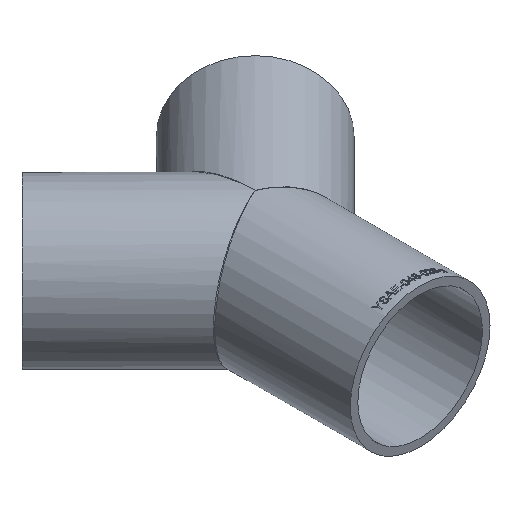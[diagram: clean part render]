
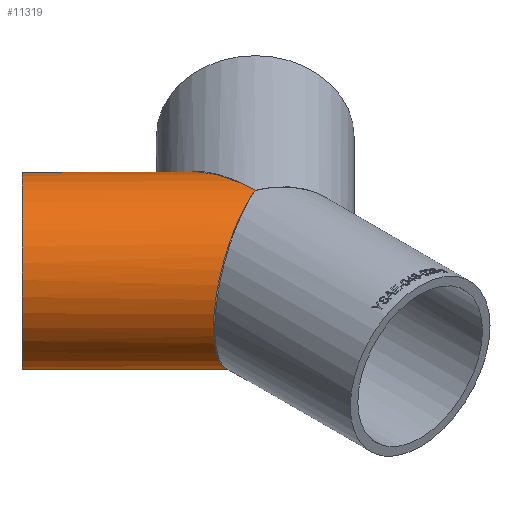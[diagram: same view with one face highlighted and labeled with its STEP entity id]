
A CAD part, isometric view. The second image highlights one B-rep face of the part: STEP entity #11319.
In plain terms, the highlighted cylindrical face has radius 24.15 mm (diameter 48.3 mm), a full revolution.
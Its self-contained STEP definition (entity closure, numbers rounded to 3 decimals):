
#1223 = AXIS2_PLACEMENT_3D ( 'NONE', #12157, #7462, #18707 ) ;
#1626 = CARTESIAN_POINT ( 'NONE',  ( 0., 0., -24.15 ) ) ;
#2130 = DIRECTION ( 'NONE',  ( -0.707, 0.707, 0. ) ) ;
#2281 = ORIENTED_EDGE ( 'NONE', *, *, #2704, .F. ) ;
#2638 = CARTESIAN_POINT ( 'NONE',  ( 0., 0., 24.15 ) ) ;
#2704 = EDGE_CURVE ( 'NONE', #17964, #17964, #14964, .T. ) ;
#3210 =( BOUNDED_CURVE ( )  B_SPLINE_CURVE ( 3, ( #11543, #19235, #17634, #6757 ),
 .UNSPECIFIED., .F., .T. ) 
 B_SPLINE_CURVE_WITH_KNOTS ( ( 4, 4 ),
 ( 4.712, 7.854 ),
 .UNSPECIFIED. ) 
 CURVE ( )  GEOMETRIC_REPRESENTATION_ITEM ( )  RATIONAL_B_SPLINE_CURVE ( ( 1., 0.333, 0.333, 1. ) ) 
 REPRESENTATION_ITEM ( '' )  );
#4166 = EDGE_CURVE ( 'NONE', #11220, #7424, #3210, .T. ) ;
#4814 = CARTESIAN_POINT ( 'NONE',  ( -0.679, 68.985, -24.15 ) ) ;
#5090 = AXIS2_PLACEMENT_3D ( 'NONE', #5412, #2130, #14469 ) ;
#5412 = CARTESIAN_POINT ( 'NONE',  ( -40.305, 40.305, 0. ) ) ;
#6757 = CARTESIAN_POINT ( 'NONE',  ( 0., 0., 24.15 ) ) ;
#7424 = VERTEX_POINT ( 'NONE', #2638 ) ;
#7462 = DIRECTION ( 'NONE',  ( -0.707, 0.707, 0. ) ) ;
#7640 = EDGE_LOOP ( 'NONE', ( #15524, #14026 ) ) ;
#8972 = FACE_OUTER_BOUND ( 'NONE', #13457, .T. ) ;
#9270 = CYLINDRICAL_SURFACE ( 'NONE', #1223, 24.15 ) ;
#9468 = CARTESIAN_POINT ( 'NONE',  ( -57.382, 23.228, 0. ) ) ;
#10591 = CARTESIAN_POINT ( 'NONE',  ( 0., 0., 24.15 ) ) ;
#11220 = VERTEX_POINT ( 'NONE', #11448 ) ;
#11319 = ADVANCED_FACE ( 'NONE', ( #13045, #8972 ), #9270, .T. ) ;
#11448 = CARTESIAN_POINT ( 'NONE',  ( 0., 0., -24.15 ) ) ;
#11543 = CARTESIAN_POINT ( 'NONE',  ( 0., 0., -24.15 ) ) ;
#12071 = EDGE_CURVE ( 'NONE', #7424, #11220, #15430, .T. ) ;
#12157 = CARTESIAN_POINT ( 'NONE',  ( 18.855, -18.855, 0. ) ) ;
#12178 = CARTESIAN_POINT ( 'NONE',  ( -0.679, 68.985, 24.15 ) ) ;
#13045 = FACE_OUTER_BOUND ( 'NONE', #7640, .T. ) ;
#13457 = EDGE_LOOP ( 'NONE', ( #2281 ) ) ;
#14026 = ORIENTED_EDGE ( 'NONE', *, *, #4166, .T. ) ;
#14469 = DIRECTION ( 'NONE',  ( -0.707, -0.707, 0. ) ) ;
#14964 = CIRCLE ( 'NONE', #5090, 24.15 ) ;
#15430 =( BOUNDED_CURVE ( )  B_SPLINE_CURVE ( 3, ( #10591, #12178, #4814, #1626 ),
 .UNSPECIFIED., .F., .T. ) 
 B_SPLINE_CURVE_WITH_KNOTS ( ( 4, 4 ),
 ( 1.571, 4.712 ),
 .UNSPECIFIED. ) 
 CURVE ( )  GEOMETRIC_REPRESENTATION_ITEM ( )  RATIONAL_B_SPLINE_CURVE ( ( 1., 0.333, 0.333, 1. ) ) 
 REPRESENTATION_ITEM ( '' )  );
#15524 = ORIENTED_EDGE ( 'NONE', *, *, #12071, .T. ) ;
#17634 = CARTESIAN_POINT ( 'NONE',  ( -48.581, -19.725, 24.15 ) ) ;
#17964 = VERTEX_POINT ( 'NONE', #9468 ) ;
#18707 = DIRECTION ( 'NONE',  ( -0.707, -0.707, 0. ) ) ;
#19235 = CARTESIAN_POINT ( 'NONE',  ( -48.581, -19.725, -24.15 ) ) ;
